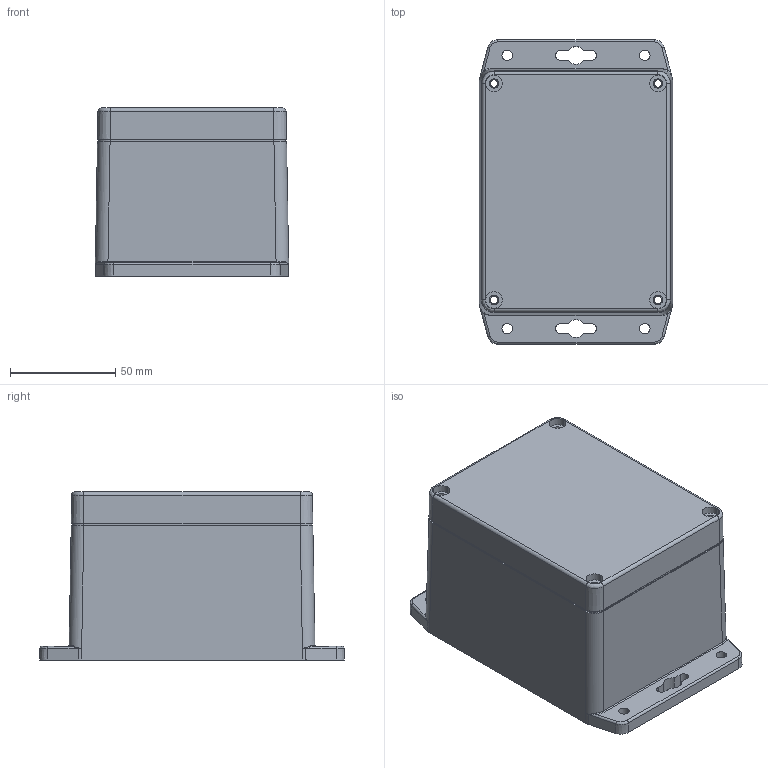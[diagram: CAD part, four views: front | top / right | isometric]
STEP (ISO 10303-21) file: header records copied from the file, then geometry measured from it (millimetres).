
FILE_DESCRIPTION (( 'STEP AP214' ), '1' );
FILE_NAME ('G221組合件.STEP', '2010-12-07T02:58:58', ( 'NEF User' ), ( 'NEF User' ), 'SwSTEP 2.0', 'SolidWorks 2010', '' );
FILE_SCHEMA (( 'AUTOMOTIVE_DESIGN' ));
Length unit declared in the file: millimetre
Products named in the file (3): G221-COVER; G221-BASE; G221組合件
Assembly tree (2 placements, depth 2):
  G221組合件
    G221-COVER
    G221-BASE
Bounding box: 92.23 x 145 x 80 mm (x, y, z)
Volume: 194677.4 mm3; surface area: 133538.5 mm2
Topology: 2 solids, 3 shells, 650 faces, 1605 edges, 1001 vertices
Faces by surface type: cone 200, plane 191, cylinder 188, bspline 71
Entity records: 23622 total; most frequent: CARTESIAN_POINT 8165, DIRECTION 3307, ORIENTED_EDGE 3160, EDGE_CURVE 1580, AXIS2_PLACEMENT_3D 1299, VERTEX_POINT 1001, EDGE_LOOP 745, CIRCLE 715
